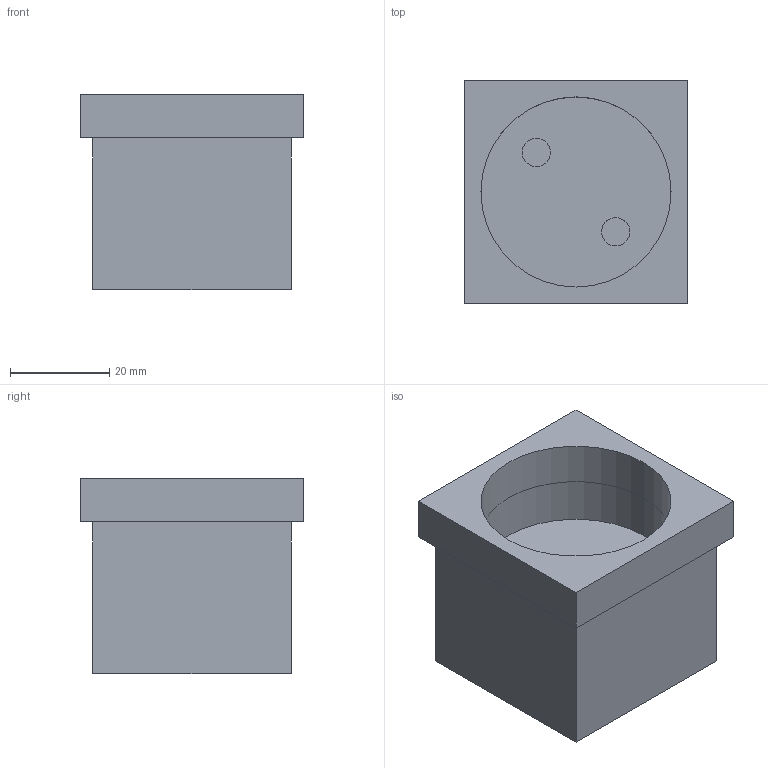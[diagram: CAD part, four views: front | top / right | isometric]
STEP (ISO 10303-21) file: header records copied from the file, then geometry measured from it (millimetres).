
FILE_DESCRIPTION((''),'2;1');
FILE_NAME('EER1339010_ASM','2023-03-30T15:50:01',('rissom1'),(''),'CREO PARAMETRIC BY PTC INC, 2022281','CREO PARAMETRIC BY PTC INC, 2022281','');
FILE_SCHEMA(('AUTOMOTIVE_DESIGN { 1 0 10303 214 1 1 1 1 }'));
Length unit declared in the file: millimetre
Products named in the file (3): SOCKEL-1-FACH-VEREINFACHT; ABDECKUNG-SIMPLIFIED; EER1339010_ASM
Assembly tree (2 placements, depth 2):
  EER1339010_ASM
    SOCKEL-1-FACH-VEREINFACHT
    ABDECKUNG-SIMPLIFIED
Bounding box: 45 x 45 x 39.4 mm (x, y, z)
Volume: 13740.2 mm3; surface area: 21686.9 mm2
Topology: 2 solids, 2 shells, 27 faces, 74 edges, 54 vertices
Faces by surface type: plane 19, cylinder 8
Entity records: 1607 total; most frequent: DIRECTION 237, COLOUR_RGB 210, CARTESIAN_POINT 203, ORIENTED_EDGE 120, AXIS2_PLACEMENT_3D 84, VECTOR 60, LINE 60, EDGE_CURVE 60
